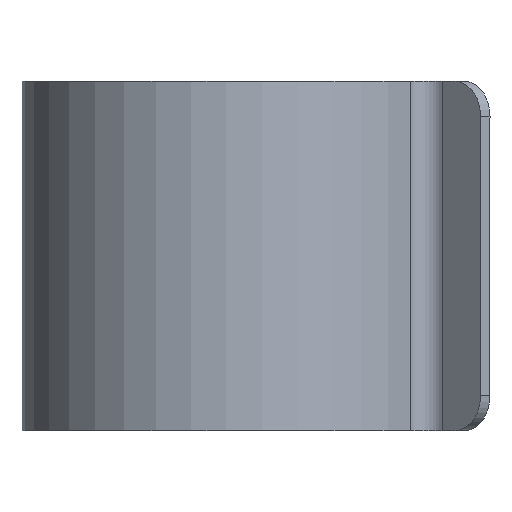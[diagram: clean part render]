
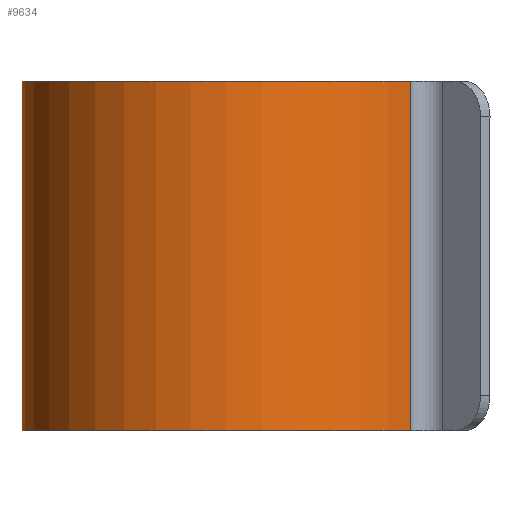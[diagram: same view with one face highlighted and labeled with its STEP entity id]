
A CAD part, front view. The second image highlights one B-rep face of the part: STEP entity #9634.
In plain terms, the highlighted cylindrical face has radius 6.05 mm (diameter 12.1 mm), a partial arc.
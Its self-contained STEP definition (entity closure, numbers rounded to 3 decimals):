
#497 = DIRECTION ( 'NONE',  ( -1., 0., 0. ) ) ;
#1354 = DIRECTION ( 'NONE',  ( 0., 0., -1. ) ) ;
#1748 = CARTESIAN_POINT ( 'NONE',  ( 171.056, 102.167, 20. ) ) ;
#1880 = DIRECTION ( 'NONE',  ( -1., 0., 0. ) ) ;
#2397 = ORIENTED_EDGE ( 'NONE', *, *, #6770, .T. ) ;
#2620 = CARTESIAN_POINT ( 'NONE',  ( 171.056, 102.167, 10. ) ) ;
#2682 = VERTEX_POINT ( 'NONE', #10068 ) ;
#2858 = AXIS2_PLACEMENT_3D ( 'NONE', #10774, #1354, #497 ) ;
#3149 = ORIENTED_EDGE ( 'NONE', *, *, #8857, .T. ) ;
#3152 = AXIS2_PLACEMENT_3D ( 'NONE', #4459, #7936, #1880 ) ;
#3282 = DIRECTION ( 'NONE',  ( 0., 0., -1. ) ) ;
#3291 = LINE ( 'NONE', #3416, #9506 ) ;
#3416 = CARTESIAN_POINT ( 'NONE',  ( 182.174, 98.863, 10. ) ) ;
#4065 = AXIS2_PLACEMENT_3D ( 'NONE', #5374, #7200, #8750 ) ;
#4131 = CIRCLE ( 'NONE', #2858, 6.05 ) ;
#4259 = CIRCLE ( 'NONE', #3152, 6.05 ) ;
#4459 = CARTESIAN_POINT ( 'NONE',  ( 177.106, 102.167, 10. ) ) ;
#5094 = EDGE_CURVE ( 'NONE', #5983, #11223, #5984, .T. ) ;
#5374 = CARTESIAN_POINT ( 'NONE',  ( 177.106, 102.167, 10. ) ) ;
#5860 = ORIENTED_EDGE ( 'NONE', *, *, #10857, .T. ) ;
#5983 = VERTEX_POINT ( 'NONE', #1748 ) ;
#5984 = LINE ( 'NONE', #2620, #6885 ) ;
#6275 = CYLINDRICAL_SURFACE ( 'NONE', #4065, 6.05 ) ;
#6770 = EDGE_CURVE ( 'NONE', #2682, #9144, #3291, .T. ) ;
#6885 = VECTOR ( 'NONE', #3282, 1000. ) ;
#7016 = EDGE_LOOP ( 'NONE', ( #5860, #8781, #3149, #2397 ) ) ;
#7200 = DIRECTION ( 'NONE',  ( 0., 0., -1. ) ) ;
#7936 = DIRECTION ( 'NONE',  ( 0., 0., 1. ) ) ;
#8750 = DIRECTION ( 'NONE',  ( -1., 0., 0. ) ) ;
#8781 = ORIENTED_EDGE ( 'NONE', *, *, #5094, .T. ) ;
#8857 = EDGE_CURVE ( 'NONE', #11223, #2682, #4259, .T. ) ;
#9144 = VERTEX_POINT ( 'NONE', #10263 ) ;
#9506 = VECTOR ( 'NONE', #10386, 1000. ) ;
#9634 = ADVANCED_FACE ( 'NONE', ( #10452 ), #6275, .T. ) ;
#10068 = CARTESIAN_POINT ( 'NONE',  ( 182.174, 98.863, 10. ) ) ;
#10263 = CARTESIAN_POINT ( 'NONE',  ( 182.174, 98.863, 20. ) ) ;
#10386 = DIRECTION ( 'NONE',  ( 0., 0., 1. ) ) ;
#10452 = FACE_OUTER_BOUND ( 'NONE', #7016, .T. ) ;
#10774 = CARTESIAN_POINT ( 'NONE',  ( 177.106, 102.167, 20. ) ) ;
#10857 = EDGE_CURVE ( 'NONE', #9144, #5983, #4131, .T. ) ;
#10936 = CARTESIAN_POINT ( 'NONE',  ( 171.056, 102.167, 10. ) ) ;
#11223 = VERTEX_POINT ( 'NONE', #10936 ) ;
